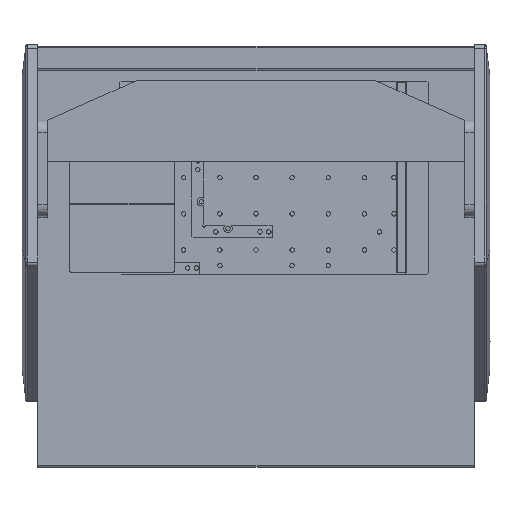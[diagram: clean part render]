
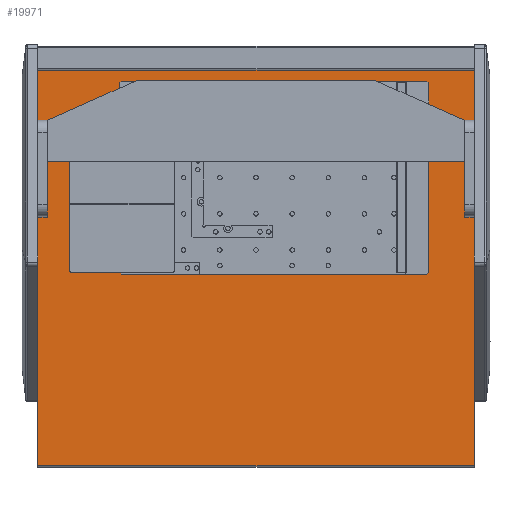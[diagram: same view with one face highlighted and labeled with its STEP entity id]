
A CAD part, top view. The second image highlights one B-rep face of the part: STEP entity #19971.
In plain terms, the highlighted face is planar.
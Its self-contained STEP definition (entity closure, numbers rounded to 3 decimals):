
#730=FACE_OUTER_BOUND('',#1882,.T.);
#1882=EDGE_LOOP('',(#14692,#14693,#14694,#14695,#14696,#14697,#14698,#14699,
#14700,#14701,#14702,#14703,#14704,#14705));
#2998=LINE('',#28084,#5698);
#3767=LINE('',#29622,#6467);
#3781=LINE('',#29797,#6481);
#3785=LINE('',#29809,#6485);
#3797=LINE('',#30012,#6497);
#3798=LINE('',#30014,#6498);
#3799=LINE('',#30016,#6499);
#3800=LINE('',#30017,#6500);
#3801=LINE('',#30019,#6501);
#3802=LINE('',#30021,#6502);
#3803=LINE('',#30022,#6503);
#3804=LINE('',#30023,#6504);
#3805=LINE('',#30025,#6505);
#3806=LINE('',#30026,#6506);
#5698=VECTOR('',#22977,1000.);
#6467=VECTOR('',#23750,1000.);
#6481=VECTOR('',#23800,1000.);
#6485=VECTOR('',#23808,1000.);
#6497=VECTOR('',#23830,1000.);
#6498=VECTOR('',#23831,1000.);
#6499=VECTOR('',#23832,1000.);
#6500=VECTOR('',#23833,1000.);
#6501=VECTOR('',#23834,1000.);
#6502=VECTOR('',#23835,1000.);
#6503=VECTOR('',#23836,1000.);
#6504=VECTOR('',#23837,1000.);
#6505=VECTOR('',#23838,1000.);
#6506=VECTOR('',#23839,1000.);
#8414=VERTEX_POINT('',#28081);
#8415=VERTEX_POINT('',#28083);
#9180=VERTEX_POINT('',#29618);
#9182=VERTEX_POINT('',#29621);
#9203=VERTEX_POINT('',#29796);
#9208=VERTEX_POINT('',#29806);
#9209=VERTEX_POINT('',#29808);
#9221=VERTEX_POINT('',#30010);
#9222=VERTEX_POINT('',#30011);
#9223=VERTEX_POINT('',#30013);
#9224=VERTEX_POINT('',#30015);
#9225=VERTEX_POINT('',#30018);
#9226=VERTEX_POINT('',#30020);
#9227=VERTEX_POINT('',#30024);
#10496=EDGE_CURVE('',#8414,#8415,#2998,.T.);
#11265=EDGE_CURVE('',#9182,#9180,#3767,.T.);
#11297=EDGE_CURVE('',#9203,#8415,#3781,.T.);
#11303=EDGE_CURVE('',#9209,#9208,#3785,.T.);
#11320=EDGE_CURVE('',#9221,#9222,#3797,.T.);
#11321=EDGE_CURVE('',#9222,#9223,#3798,.T.);
#11322=EDGE_CURVE('',#9223,#9224,#3799,.T.);
#11323=EDGE_CURVE('',#9224,#9209,#3800,.T.);
#11324=EDGE_CURVE('',#9208,#9225,#3801,.T.);
#11325=EDGE_CURVE('',#9225,#9226,#3802,.T.);
#11326=EDGE_CURVE('',#9226,#9203,#3803,.T.);
#11327=EDGE_CURVE('',#8414,#9182,#3804,.T.);
#11328=EDGE_CURVE('',#9180,#9227,#3805,.T.);
#11329=EDGE_CURVE('',#9227,#9221,#3806,.T.);
#14692=ORIENTED_EDGE('',*,*,#11320,.T.);
#14693=ORIENTED_EDGE('',*,*,#11321,.T.);
#14694=ORIENTED_EDGE('',*,*,#11322,.T.);
#14695=ORIENTED_EDGE('',*,*,#11323,.T.);
#14696=ORIENTED_EDGE('',*,*,#11303,.T.);
#14697=ORIENTED_EDGE('',*,*,#11324,.T.);
#14698=ORIENTED_EDGE('',*,*,#11325,.T.);
#14699=ORIENTED_EDGE('',*,*,#11326,.T.);
#14700=ORIENTED_EDGE('',*,*,#11297,.T.);
#14701=ORIENTED_EDGE('',*,*,#10496,.F.);
#14702=ORIENTED_EDGE('',*,*,#11327,.T.);
#14703=ORIENTED_EDGE('',*,*,#11265,.T.);
#14704=ORIENTED_EDGE('',*,*,#11328,.T.);
#14705=ORIENTED_EDGE('',*,*,#11329,.T.);
#18987=PLANE('',#21215);
#19971=ADVANCED_FACE('',(#730),#18987,.T.);
#21215=AXIS2_PLACEMENT_3D('',#30009,#23828,#23829);
#22977=DIRECTION('',(1.,0.,0.));
#23750=DIRECTION('',(1.,0.,0.));
#23800=DIRECTION('',(-1.,0.,0.));
#23808=DIRECTION('',(-1.,0.,0.));
#23828=DIRECTION('center_axis',(0.,1.,0.));
#23829=DIRECTION('ref_axis',(0.,0.,1.));
#23830=DIRECTION('',(1.,0.,0.));
#23831=DIRECTION('',(0.,0.,1.));
#23832=DIRECTION('',(1.,0.,0.));
#23833=DIRECTION('',(0.,0.,-1.));
#23834=DIRECTION('',(0.,0.,1.));
#23835=DIRECTION('',(-1.,0.,0.));
#23836=DIRECTION('',(0.,0.,-1.));
#23837=DIRECTION('',(0.,0.,1.));
#23838=DIRECTION('',(1.,0.,0.));
#23839=DIRECTION('',(0.,0.,-1.));
#28081=CARTESIAN_POINT('',(-307.499,73.711,-544.));
#28083=CARTESIAN_POINT('',(-203.551,73.711,-544.));
#28084=CARTESIAN_POINT('',(-309.66,73.711,-544.));
#29618=CARTESIAN_POINT('',(-203.551,73.711,0.));
#29621=CARTESIAN_POINT('',(-307.499,73.711,0.));
#29622=CARTESIAN_POINT('',(-307.499,73.711,0.));
#29796=CARTESIAN_POINT('',(2.2,73.711,-544.));
#29797=CARTESIAN_POINT('',(-222.432,73.711,-544.));
#29806=CARTESIAN_POINT('',(122.2,73.711,-544.));
#29808=CARTESIAN_POINT('',(212.42,73.711,-544.));
#29809=CARTESIAN_POINT('',(-222.432,73.711,-544.));
#30009=CARTESIAN_POINT('Origin',(-307.499,73.711,-1073.079));
#30010=CARTESIAN_POINT('',(2.2,73.711,-12.));
#30011=CARTESIAN_POINT('',(122.2,73.711,-12.));
#30012=CARTESIAN_POINT('',(-307.499,73.711,-12.));
#30013=CARTESIAN_POINT('',(122.2,73.711,0.));
#30014=CARTESIAN_POINT('',(122.2,73.711,-1073.079));
#30015=CARTESIAN_POINT('',(212.42,73.711,0.));
#30016=CARTESIAN_POINT('',(-307.499,73.711,0.));
#30017=CARTESIAN_POINT('',(212.42,73.711,-1073.079));
#30018=CARTESIAN_POINT('',(122.2,73.711,-532.));
#30019=CARTESIAN_POINT('',(122.2,73.711,-1073.079));
#30020=CARTESIAN_POINT('',(2.2,73.711,-532.));
#30021=CARTESIAN_POINT('',(-307.499,73.711,-532.));
#30022=CARTESIAN_POINT('',(2.2,73.711,-1073.079));
#30023=CARTESIAN_POINT('',(-307.499,73.711,-1073.079));
#30024=CARTESIAN_POINT('',(2.2,73.711,0.));
#30025=CARTESIAN_POINT('',(-307.499,73.711,0.));
#30026=CARTESIAN_POINT('',(2.2,73.711,-1073.079));
